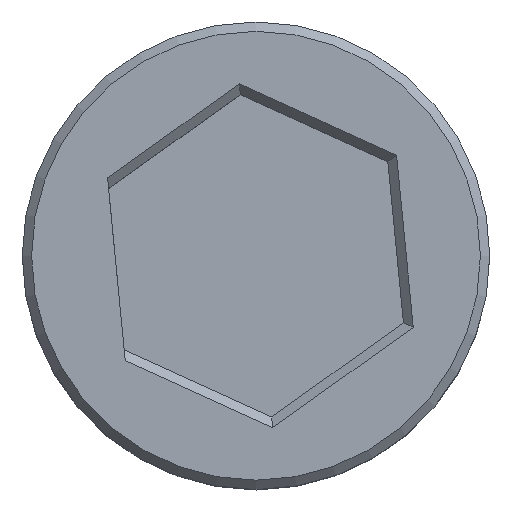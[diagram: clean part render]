
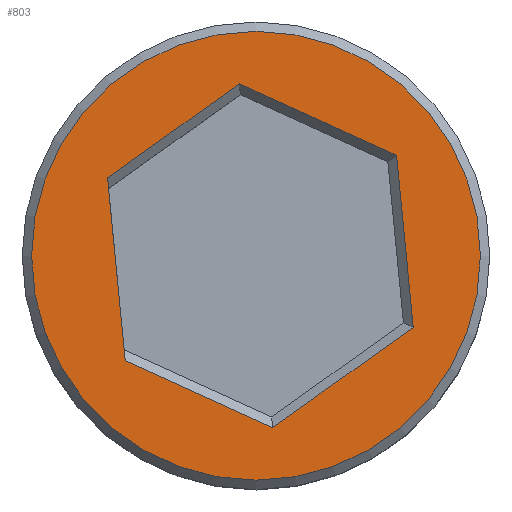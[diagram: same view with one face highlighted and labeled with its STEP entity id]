
A CAD part, top view. The second image highlights one B-rep face of the part: STEP entity #803.
In plain terms, the highlighted planar face has unit normal (0, 0, 1).
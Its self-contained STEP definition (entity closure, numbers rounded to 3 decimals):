
#74=FACE_BOUND('',#173,.T.);
#76=PLANE('',#871);
#123=FACE_OUTER_BOUND('',#172,.T.);
#172=EDGE_LOOP('',(#561));
#173=EDGE_LOOP('',(#562,#563,#564,#565,#566,#567));
#221=LINE('',#1118,#278);
#222=LINE('',#1120,#279);
#223=LINE('',#1122,#280);
#224=LINE('',#1124,#281);
#225=LINE('',#1126,#282);
#226=LINE('',#1127,#283);
#278=VECTOR('',#945,10.);
#279=VECTOR('',#946,10.);
#280=VECTOR('',#947,10.);
#281=VECTOR('',#948,10.);
#282=VECTOR('',#949,10.);
#283=VECTOR('',#950,10.);
#335=CIRCLE('',#870,2.4);
#347=VERTEX_POINT('',#1112);
#348=VERTEX_POINT('',#1116);
#349=VERTEX_POINT('',#1117);
#350=VERTEX_POINT('',#1119);
#351=VERTEX_POINT('',#1121);
#352=VERTEX_POINT('',#1123);
#353=VERTEX_POINT('',#1125);
#429=EDGE_CURVE('',#347,#347,#335,.T.);
#431=EDGE_CURVE('',#348,#349,#221,.T.);
#432=EDGE_CURVE('',#350,#349,#222,.T.);
#433=EDGE_CURVE('',#351,#350,#223,.T.);
#434=EDGE_CURVE('',#352,#351,#224,.T.);
#435=EDGE_CURVE('',#353,#352,#225,.T.);
#436=EDGE_CURVE('',#348,#353,#226,.T.);
#561=ORIENTED_EDGE('',*,*,#429,.F.);
#562=ORIENTED_EDGE('',*,*,#431,.T.);
#563=ORIENTED_EDGE('',*,*,#432,.F.);
#564=ORIENTED_EDGE('',*,*,#433,.F.);
#565=ORIENTED_EDGE('',*,*,#434,.F.);
#566=ORIENTED_EDGE('',*,*,#435,.F.);
#567=ORIENTED_EDGE('',*,*,#436,.F.);
#803=ADVANCED_FACE('',(#123,#74),#76,.T.);
#870=AXIS2_PLACEMENT_3D('',#1113,#940,#941);
#871=AXIS2_PLACEMENT_3D('',#1115,#943,#944);
#940=DIRECTION('center_axis',(0.,0.,-1.));
#941=DIRECTION('ref_axis',(1.,0.,0.));
#943=DIRECTION('center_axis',(0.,0.,1.));
#944=DIRECTION('ref_axis',(1.,0.,0.));
#945=DIRECTION('',(-0.097,0.995,0.));
#946=DIRECTION('',(-0.814,-0.581,0.));
#947=DIRECTION('',(-0.91,0.414,0.));
#948=DIRECTION('',(-0.097,0.995,0.));
#949=DIRECTION('',(0.814,0.581,0.));
#950=DIRECTION('',(0.91,-0.414,0.));
#1112=CARTESIAN_POINT('',(-2.4,0.,3.));
#1113=CARTESIAN_POINT('Origin',(0.,0.,3.));
#1115=CARTESIAN_POINT('Origin',(0.,0.,3.));
#1116=CARTESIAN_POINT('',(-1.398,-1.122,3.));
#1117=CARTESIAN_POINT('',(-1.588,0.832,3.));
#1118=CARTESIAN_POINT('',(-1.535,0.286,3.));
#1119=CARTESIAN_POINT('',(-0.178,1.839,3.));
#1120=CARTESIAN_POINT('',(-0.578,1.554,3.));
#1121=CARTESIAN_POINT('',(1.503,1.074,3.));
#1122=CARTESIAN_POINT('',(1.057,1.277,3.));
#1123=CARTESIAN_POINT('',(1.682,-0.765,3.));
#1124=CARTESIAN_POINT('',(1.634,-0.277,3.));
#1125=CARTESIAN_POINT('',(0.178,-1.839,3.));
#1126=CARTESIAN_POINT('',(0.578,-1.554,3.));
#1127=CARTESIAN_POINT('',(-1.057,-1.277,3.));
